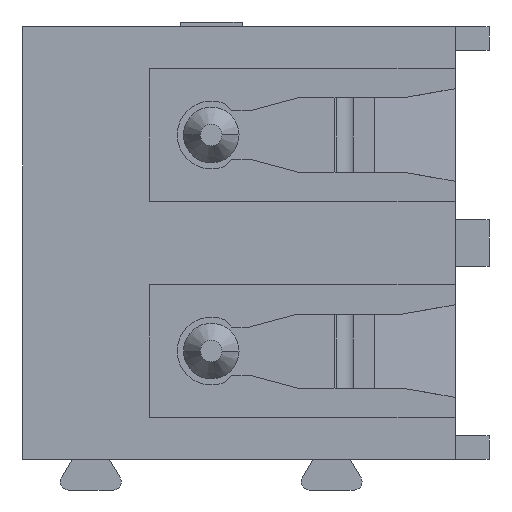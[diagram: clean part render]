
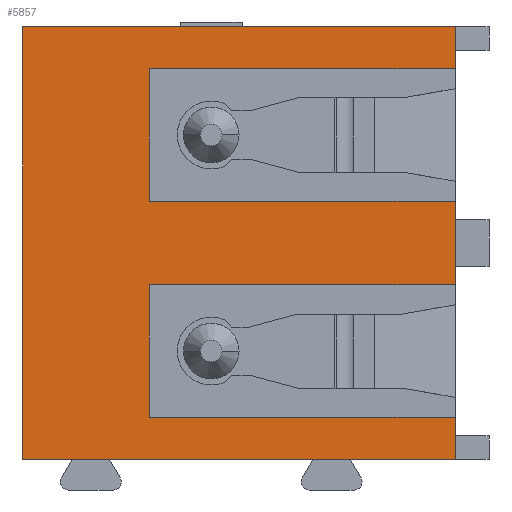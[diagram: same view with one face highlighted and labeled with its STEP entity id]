
A CAD part, front view. The second image highlights one B-rep face of the part: STEP entity #5857.
In plain terms, the highlighted planar face has unit normal (0, -1, 0).
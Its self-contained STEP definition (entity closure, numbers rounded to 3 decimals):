
#54=DIRECTION('',(-1.,0.,0.));
#55=VECTOR('',#54,7.);
#56=CARTESIAN_POINT('',(3.5,-4.575,-5.25));
#57=LINE('',#56,#55);
#720=DIRECTION('',(-1.,0.,0.));
#721=VECTOR('',#720,7.);
#722=CARTESIAN_POINT('',(3.5,-4.575,1.75));
#723=LINE('',#722,#721);
#1571=DIRECTION('',(0.,0.,-1.));
#1572=VECTOR('',#1571,0.675);
#1573=CARTESIAN_POINT('',(3.5,-4.575,1.75));
#1574=LINE('',#1573,#1572);
#1595=DIRECTION('',(0.,0.,-1.));
#1596=VECTOR('',#1595,1.35);
#1597=CARTESIAN_POINT('',(3.5,-4.575,-1.075));
#1598=LINE('',#1597,#1596);
#1647=DIRECTION('',(0.,0.,-1.));
#1648=VECTOR('',#1647,0.675);
#1649=CARTESIAN_POINT('',(3.5,-4.575,-4.575));
#1650=LINE('',#1649,#1648);
#1825=DIRECTION('',(-1.,0.,0.));
#1826=VECTOR('',#1825,4.95);
#1827=CARTESIAN_POINT('',(3.5,-4.575,-2.425));
#1828=LINE('',#1827,#1826);
#1829=DIRECTION('',(0.,0.,-1.));
#1830=VECTOR('',#1829,2.15);
#1831=CARTESIAN_POINT('',(-1.45,-4.575,-2.425));
#1832=LINE('',#1831,#1830);
#1833=DIRECTION('',(-1.,0.,0.));
#1834=VECTOR('',#1833,4.95);
#1835=CARTESIAN_POINT('',(3.5,-4.575,-4.575));
#1836=LINE('',#1835,#1834);
#1837=DIRECTION('',(0.,0.,-1.));
#1838=VECTOR('',#1837,7.);
#1839=CARTESIAN_POINT('',(-3.5,-4.575,1.75));
#1840=LINE('',#1839,#1838);
#1841=DIRECTION('',(-1.,0.,0.));
#1842=VECTOR('',#1841,4.95);
#1843=CARTESIAN_POINT('',(3.5,-4.575,1.075));
#1844=LINE('',#1843,#1842);
#1845=DIRECTION('',(0.,0.,-1.));
#1846=VECTOR('',#1845,2.15);
#1847=CARTESIAN_POINT('',(-1.45,-4.575,1.075));
#1848=LINE('',#1847,#1846);
#1849=DIRECTION('',(-1.,0.,0.));
#1850=VECTOR('',#1849,4.95);
#1851=CARTESIAN_POINT('',(3.5,-4.575,-1.075));
#1852=LINE('',#1851,#1850);
#2713=CARTESIAN_POINT('',(-3.5,-4.575,-5.25));
#2714=VERTEX_POINT('',#2713);
#2715=CARTESIAN_POINT('',(3.5,-4.575,-5.25));
#2716=VERTEX_POINT('',#2715);
#2733=CARTESIAN_POINT('',(-3.5,-4.575,1.75));
#2734=VERTEX_POINT('',#2733);
#2735=CARTESIAN_POINT('',(3.5,-4.575,1.75));
#2736=VERTEX_POINT('',#2735);
#3017=CARTESIAN_POINT('',(3.5,-4.575,1.075));
#3018=CARTESIAN_POINT('',(-1.45,-4.575,1.075));
#3019=VERTEX_POINT('',#3017);
#3020=VERTEX_POINT('',#3018);
#3021=CARTESIAN_POINT('',(-1.45,-4.575,-1.075));
#3022=VERTEX_POINT('',#3021);
#3023=CARTESIAN_POINT('',(3.5,-4.575,-1.075));
#3024=VERTEX_POINT('',#3023);
#3109=CARTESIAN_POINT('',(-1.45,-4.575,-2.425));
#3110=VERTEX_POINT('',#3109);
#3111=CARTESIAN_POINT('',(-1.45,-4.575,-4.575));
#3112=VERTEX_POINT('',#3111);
#3131=CARTESIAN_POINT('',(3.5,-4.575,-2.425));
#3132=VERTEX_POINT('',#3131);
#3133=CARTESIAN_POINT('',(3.5,-4.575,-4.575));
#3134=VERTEX_POINT('',#3133);
#5832=CARTESIAN_POINT('',(-3.5,-4.575,-5.25));
#5833=DIRECTION('',(0.,-1.,0.));
#5834=DIRECTION('',(1.,0.,0.));
#5835=AXIS2_PLACEMENT_3D('',#5832,#5833,#5834);
#5836=PLANE('',#5835);
#5838=ORIENTED_EDGE('',*,*,#5837,.T.);
#5840=ORIENTED_EDGE('',*,*,#5839,.T.);
#5842=ORIENTED_EDGE('',*,*,#5841,.F.);
#5843=ORIENTED_EDGE('',*,*,#5566,.T.);
#5844=ORIENTED_EDGE('',*,*,#3528,.T.);
#5846=ORIENTED_EDGE('',*,*,#5845,.F.);
#5847=ORIENTED_EDGE('',*,*,#4308,.F.);
#5848=ORIENTED_EDGE('',*,*,#5509,.T.);
#5850=ORIENTED_EDGE('',*,*,#5849,.T.);
#5852=ORIENTED_EDGE('',*,*,#5851,.T.);
#5853=ORIENTED_EDGE('',*,*,#5823,.F.);
#5854=ORIENTED_EDGE('',*,*,#5530,.T.);
#5855=EDGE_LOOP('',(#5838,#5840,#5842,#5843,#5844,#5846,#5847,#5848,#5850,#5852,
#5853,#5854));
#5856=FACE_OUTER_BOUND('',#5855,.F.);
#3528=EDGE_CURVE('',#2716,#2714,#57,.T.);
#4308=EDGE_CURVE('',#2736,#2734,#723,.T.);
#5509=EDGE_CURVE('',#2736,#3019,#1574,.T.);
#5530=EDGE_CURVE('',#3024,#3132,#1598,.T.);
#5566=EDGE_CURVE('',#3134,#2716,#1650,.T.);
#5823=EDGE_CURVE('',#3024,#3022,#1852,.T.);
#5837=EDGE_CURVE('',#3132,#3110,#1828,.T.);
#5839=EDGE_CURVE('',#3110,#3112,#1832,.T.);
#5841=EDGE_CURVE('',#3134,#3112,#1836,.T.);
#5845=EDGE_CURVE('',#2734,#2714,#1840,.T.);
#5849=EDGE_CURVE('',#3019,#3020,#1844,.T.);
#5851=EDGE_CURVE('',#3020,#3022,#1848,.T.);
#5857=ADVANCED_FACE('',(#5856),#5836,.T.);
